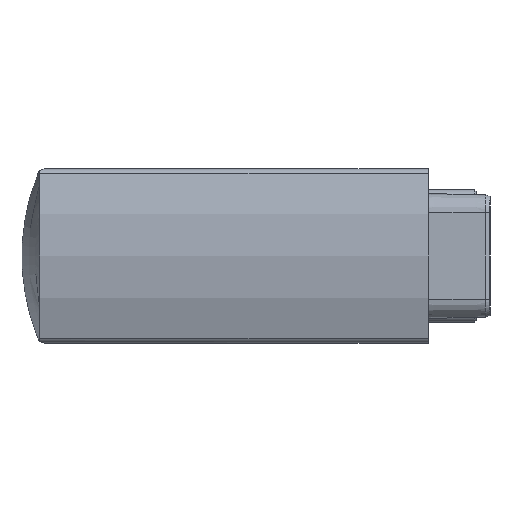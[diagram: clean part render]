
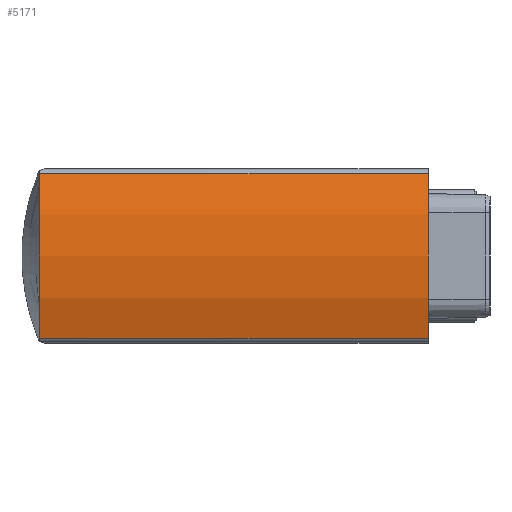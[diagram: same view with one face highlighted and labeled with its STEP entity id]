
A CAD part, left-side view. The second image highlights one B-rep face of the part: STEP entity #5171.
In plain terms, the highlighted cylindrical face has radius 38 mm (diameter 76 mm), a partial arc.
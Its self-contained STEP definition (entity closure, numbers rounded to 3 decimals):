
#307=LINE('',#7167,#717);
#308=LINE('',#7169,#718);
#717=VECTOR('',#5919,1000.);
#718=VECTOR('',#5922,1000.);
#1083=CIRCLE('',#5422,38.);
#1104=CIRCLE('',#5460,38.);
#1292=ORIENTED_EDGE('',*,*,#2298,.T.);
#1293=ORIENTED_EDGE('',*,*,#2368,.F.);
#1294=ORIENTED_EDGE('',*,*,#2369,.F.);
#1295=ORIENTED_EDGE('',*,*,#2367,.T.);
#2298=EDGE_CURVE('',#2847,#2846,#1083,.T.);
#2367=EDGE_CURVE('',#2900,#2847,#307,.T.);
#2368=EDGE_CURVE('',#2902,#2846,#308,.T.);
#2369=EDGE_CURVE('',#2900,#2902,#1104,.T.);
#2846=VERTEX_POINT('',#6931);
#2847=VERTEX_POINT('',#6933);
#2900=VERTEX_POINT('',#7163);
#2902=VERTEX_POINT('',#7170);
#3229=EDGE_LOOP('',(#1292,#1293,#1294,#1295));
#3517=FACE_BOUND('',#3229,.T.);
#3785=CYLINDRICAL_SURFACE('',#5459,38.);
#5171=ADVANCED_FACE('',(#3517),#3785,.T.);
#5422=AXIS2_PLACEMENT_3D('',#6932,#5805,#5806);
#5459=AXIS2_PLACEMENT_3D('',#7168,#5920,#5921);
#5460=AXIS2_PLACEMENT_3D('',#7171,#5923,#5924);
#5805=DIRECTION('',(0.,1.,0.));
#5806=DIRECTION('',(1.,0.,0.));
#5919=DIRECTION('',(0.,-1.,0.));
#5920=DIRECTION('',(0.,-1.,0.));
#5921=DIRECTION('',(0.,0.,-1.));
#5922=DIRECTION('',(0.,-1.,0.));
#5923=DIRECTION('',(0.,1.,0.));
#5924=DIRECTION('',(1.,0.,0.));
#6931=CARTESIAN_POINT('',(-12.77,0.,-8.19));
#6932=CARTESIAN_POINT('',(0.,0.,27.6));
#6933=CARTESIAN_POINT('',(12.77,0.,-8.19));
#7163=CARTESIAN_POINT('',(12.77,60.2,-8.19));
#7167=CARTESIAN_POINT('',(12.77,60.2,-8.19));
#7168=CARTESIAN_POINT('',(0.,60.2,27.6));
#7169=CARTESIAN_POINT('',(-12.77,60.2,-8.19));
#7170=CARTESIAN_POINT('',(-12.77,60.2,-8.19));
#7171=CARTESIAN_POINT('',(0.,60.2,27.6));
